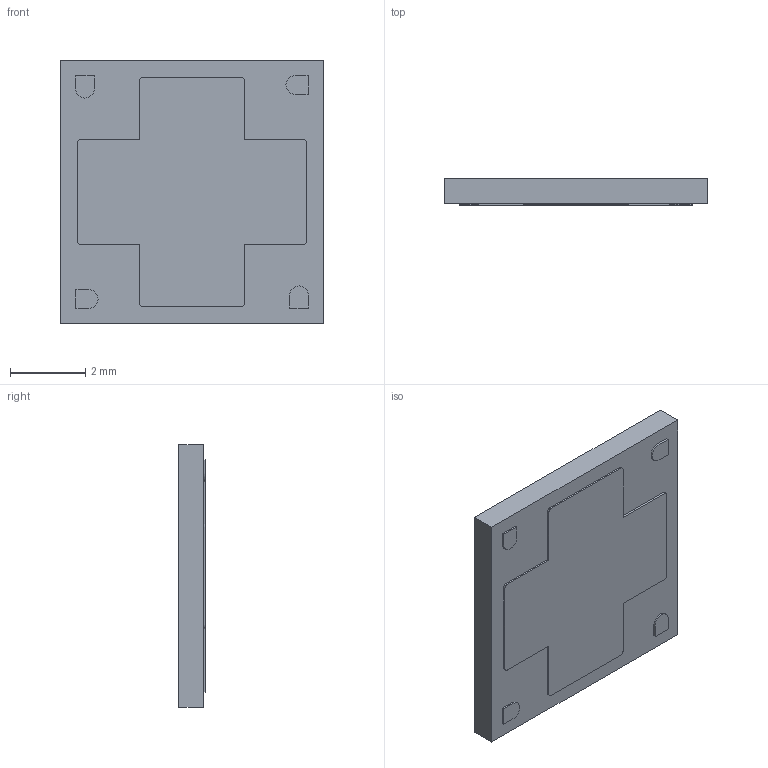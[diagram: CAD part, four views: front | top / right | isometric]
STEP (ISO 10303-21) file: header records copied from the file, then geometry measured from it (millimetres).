
FILE_DESCRIPTION (( 'STEP AP214' ), '1' );
FILE_NAME ('512AG.STEP', '2024-05-08T10:45:46', ( 'LENOVO' ), ( '' ), 'SwSTEP 2.0', 'SolidWorks 2021', '' );
FILE_SCHEMA (( 'AUTOMOTIVE_DESIGN' ));
Length unit declared in the file: millimetre
Products named in the file (2): 512AG; 512AG_512AG
Assembly tree (1 placements, depth 2):
  512AG
    512AG_512AG
Bounding box: 7 x 0.7 x 7 mm (x, y, z)
Volume: 33.2 mm3; surface area: 335.6 mm2
Topology: 13 solids, 13 shells, 142 faces, 327 edges, 218 vertices
Faces by surface type: plane 125, cylinder 17
Entity records: 4139 total; most frequent: CARTESIAN_POINT 691, ORIENTED_EDGE 654, DIRECTION 653, EDGE_CURVE 327, LINE 293, VECTOR 293, VERTEX_POINT 218, AXIS2_PLACEMENT_3D 180
